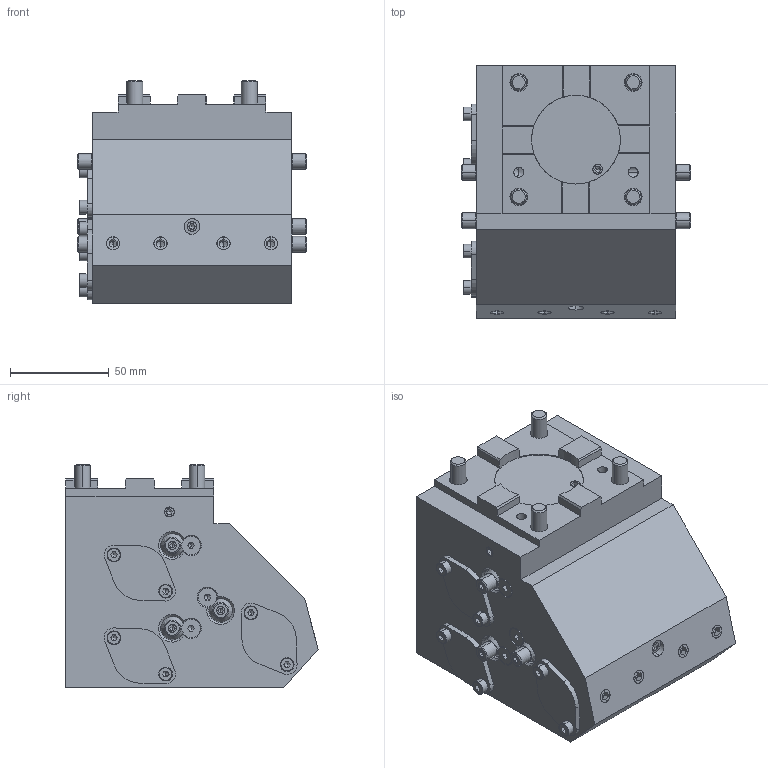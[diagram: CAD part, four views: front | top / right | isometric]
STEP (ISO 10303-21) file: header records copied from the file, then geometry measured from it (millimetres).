
FILE_DESCRIPTION (( 'STEP AP203' ), '1' );
FILE_NAME ('04-0980.STEP', '2023-06-22T16:02:58', ( '' ), ( '' ), 'SwSTEP 2.0', 'SolidWorks 2022', '' );
FILE_SCHEMA (( 'CONFIG_CONTROL_DESIGN' ));
Length unit declared in the file: inch
Products named in the file (1): 04-0980
Bounding box: 116.2 x 127.91 x 113 mm (x, y, z)
Surface area: 141146.2 mm2 (no closed solid volume)
Topology: 0 solids, 78 shells, 1249 faces, 3116 edges, 1902 vertices
Faces by surface type: plane 611, cone 330, cylinder 264, bspline 44
Entity records: 40525 total; most frequent: CARTESIAN_POINT 11345, DIRECTION 6193, ORIENTED_EDGE 5784, EDGE_CURVE 2994, AXIS2_PLACEMENT_3D 2280, VERTEX_POINT 1902, VECTOR 1633, LINE 1633
